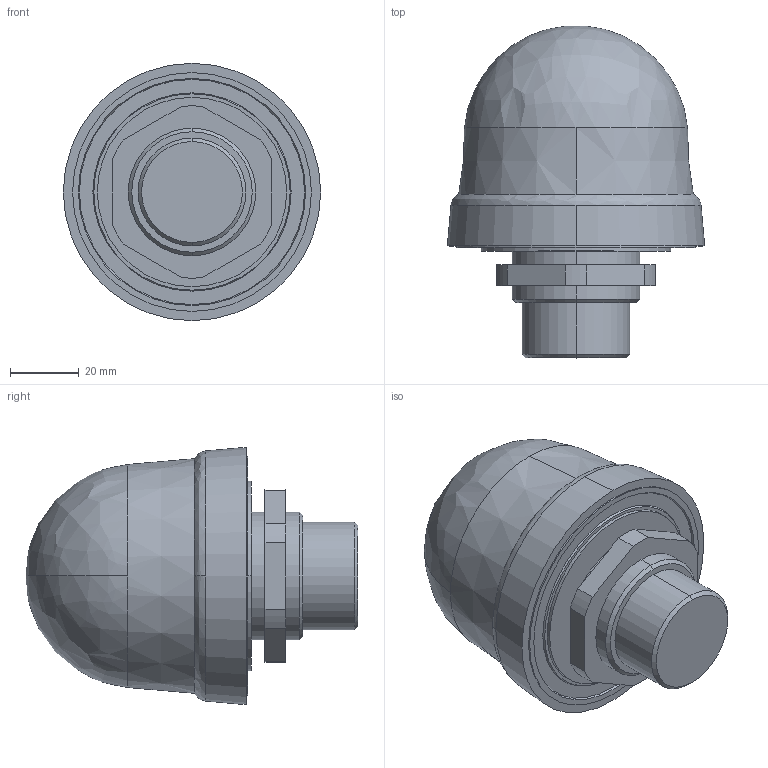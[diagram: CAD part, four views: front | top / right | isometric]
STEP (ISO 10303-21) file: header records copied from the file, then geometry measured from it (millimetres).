
FILE_DESCRIPTION(('STEP AP214'),'1');
FILE_NAME('cctmp_CEBE3A1A-26F1-4D9C-BDDD-D0D69BF011A1_2023_10_16_17_36_16_0224..stp','2023-10-16T15:36:16',('SIEMENS A&D'),('CADClick - www.CADClick.com'),'Spatial InterOp 3D postprocessed',' ','unknown authorization');
FILE_SCHEMA(('AUTOMOTIVE_DESIGN'));
Length unit declared in the file: millimetre
Products named in the file (1): 2023_10_16_17_36_16_0224
Bounding box: 74.7 x 96.38 x 74.7 mm (x, y, z)
Volume: 229224.6 mm3; surface area: 23433.7 mm2
Topology: 1 solids, 1 shells, 47 faces, 107 edges, 70 vertices
Faces by surface type: plane 15, cone 14, cylinder 14, bspline 4
Entity records: 1575 total; most frequent: CARTESIAN_POINT 285, DIRECTION 256, ORIENTED_EDGE 214, EDGE_CURVE 107, AXIS2_PLACEMENT_3D 105, VERTEX_POINT 70, CIRCLE 61, EDGE_LOOP 55
